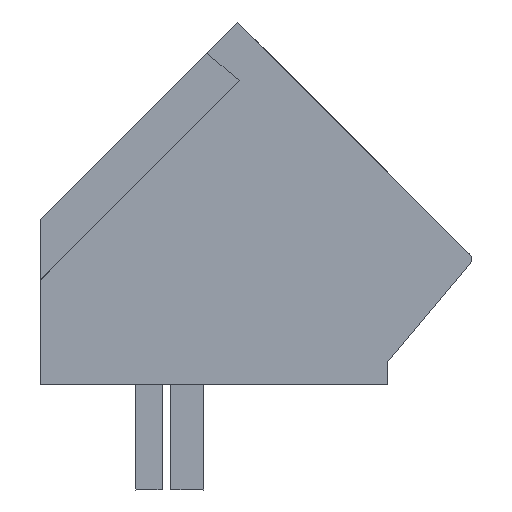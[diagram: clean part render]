
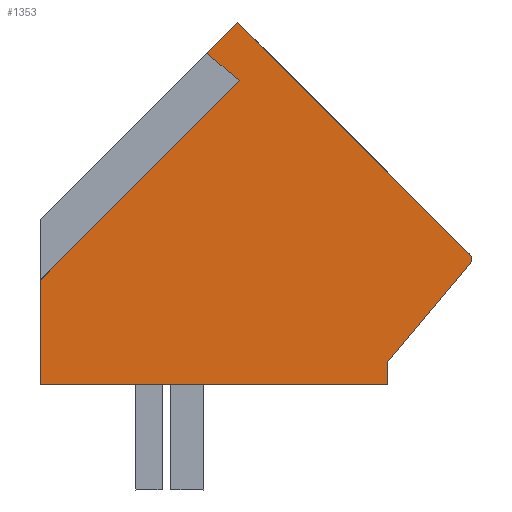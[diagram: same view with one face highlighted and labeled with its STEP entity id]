
A CAD part, left-side view. The second image highlights one B-rep face of the part: STEP entity #1353.
In plain terms, the highlighted planar face has unit normal (-1, 0, 0).
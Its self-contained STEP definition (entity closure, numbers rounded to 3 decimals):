
#1309=AXIS2_PLACEMENT_3D('Plane Axis2P3D',#1306,#1307,#1308) ;
#1339=AXIS2_PLACEMENT_3D('Circle Axis2P3D',#1337,#1338,$) ;
#172=CARTESIAN_POINT('Vertex',(0.,8.05,13.259)) ;
#175=CARTESIAN_POINT('Line Origine',(0.,7.58,13.73)) ;
#179=CARTESIAN_POINT('Vertex',(0.,7.11,14.2)) ;
#293=CARTESIAN_POINT('Line Origine',(0.,7.823,3.2)) ;
#297=CARTESIAN_POINT('Vertex',(0.,13.1,3.2)) ;
#299=CARTESIAN_POINT('Vertex',(0.,2.546,3.2)) ;
#1104=CARTESIAN_POINT('Vertex',(0.,13.1,6.371)) ;
#1107=CARTESIAN_POINT('Line Origine',(0.,10.075,9.396)) ;
#1111=CARTESIAN_POINT('Vertex',(0.,7.051,12.421)) ;
#1138=CARTESIAN_POINT('Line Origine',(0.,7.551,12.84)) ;
#1306=CARTESIAN_POINT('Axis2P3D Location',(0.,13.1,0.)) ;
#1311=CARTESIAN_POINT('Line Origine',(0.,3.584,10.674)) ;
#1315=CARTESIAN_POINT('Vertex',(0.,0.059,7.149)) ;
#1318=CARTESIAN_POINT('Line Origine',(0.,13.1,4.786)) ;
#1323=CARTESIAN_POINT('Line Origine',(0.,2.546,3.55)) ;
#1327=CARTESIAN_POINT('Vertex',(0.,2.546,3.9)) ;
#1330=CARTESIAN_POINT('Line Origine',(0.,1.297,5.389)) ;
#1334=CARTESIAN_POINT('Vertex',(0.,0.047,6.879)) ;
#1337=CARTESIAN_POINT('Axis2P3D Location',(0.,0.2,7.007)) ;
#176=DIRECTION('Vector Direction',(0.,0.707,-0.707)) ;
#294=DIRECTION('Vector Direction',(0.,-1.,0.)) ;
#1108=DIRECTION('Vector Direction',(0.,0.707,-0.707)) ;
#1139=DIRECTION('Vector Direction',(0.,-0.766,-0.643)) ;
#1307=DIRECTION('Axis2P3D Direction',(-1.,0.,0.)) ;
#1308=DIRECTION('Axis2P3D XDirection',(0.,-1.,0.)) ;
#1312=DIRECTION('Vector Direction',(0.,0.707,0.707)) ;
#1319=DIRECTION('Vector Direction',(0.,0.,-1.)) ;
#1324=DIRECTION('Vector Direction',(0.,0.,1.)) ;
#1331=DIRECTION('Vector Direction',(0.,-0.643,0.766)) ;
#1338=DIRECTION('Axis2P3D Direction',(-1.,0.,0.)) ;
#177=VECTOR('Line Direction',#176,1.) ;
#295=VECTOR('Line Direction',#294,1.) ;
#1109=VECTOR('Line Direction',#1108,1.) ;
#1140=VECTOR('Line Direction',#1139,1.) ;
#1313=VECTOR('Line Direction',#1312,1.) ;
#1320=VECTOR('Line Direction',#1319,1.) ;
#1325=VECTOR('Line Direction',#1324,1.) ;
#1332=VECTOR('Line Direction',#1331,1.) ;
#1343=ORIENTED_EDGE('',*,*,#1317,.T.) ;
#1344=ORIENTED_EDGE('',*,*,#181,.T.) ;
#1345=ORIENTED_EDGE('',*,*,#1142,.T.) ;
#1346=ORIENTED_EDGE('',*,*,#1113,.T.) ;
#1347=ORIENTED_EDGE('',*,*,#1322,.T.) ;
#1348=ORIENTED_EDGE('',*,*,#301,.T.) ;
#1349=ORIENTED_EDGE('',*,*,#1329,.T.) ;
#1350=ORIENTED_EDGE('',*,*,#1336,.T.) ;
#1351=ORIENTED_EDGE('',*,*,#1341,.F.) ;
#1353=ADVANCED_FACE('HOUSING',(#1352),#1310,.T.) ;
#1340=CIRCLE('generated circle',#1339,0.2) ;
#181=EDGE_CURVE('',#180,#173,#178,.T.) ;
#301=EDGE_CURVE('',#298,#300,#296,.T.) ;
#1113=EDGE_CURVE('',#1112,#1105,#1110,.T.) ;
#1142=EDGE_CURVE('',#173,#1112,#1141,.T.) ;
#1317=EDGE_CURVE('',#1316,#180,#1314,.T.) ;
#1322=EDGE_CURVE('',#1105,#298,#1321,.T.) ;
#1329=EDGE_CURVE('',#300,#1328,#1326,.T.) ;
#1336=EDGE_CURVE('',#1328,#1335,#1333,.T.) ;
#1341=EDGE_CURVE('',#1316,#1335,#1340,.F.) ;
#1342=EDGE_LOOP('',(#1343,#1344,#1345,#1346,#1347,#1348,#1349,#1350,#1351)) ;
#1352=FACE_OUTER_BOUND('',#1342,.T.) ;
#178=LINE('Line',#175,#177) ;
#296=LINE('Line',#293,#295) ;
#1110=LINE('Line',#1107,#1109) ;
#1141=LINE('Line',#1138,#1140) ;
#1314=LINE('Line',#1311,#1313) ;
#1321=LINE('Line',#1318,#1320) ;
#1326=LINE('Line',#1323,#1325) ;
#1333=LINE('Line',#1330,#1332) ;
#1310=PLANE('',#1309) ;
#173=VERTEX_POINT('',#172) ;
#180=VERTEX_POINT('',#179) ;
#298=VERTEX_POINT('',#297) ;
#300=VERTEX_POINT('',#299) ;
#1105=VERTEX_POINT('',#1104) ;
#1112=VERTEX_POINT('',#1111) ;
#1316=VERTEX_POINT('',#1315) ;
#1328=VERTEX_POINT('',#1327) ;
#1335=VERTEX_POINT('',#1334) ;
